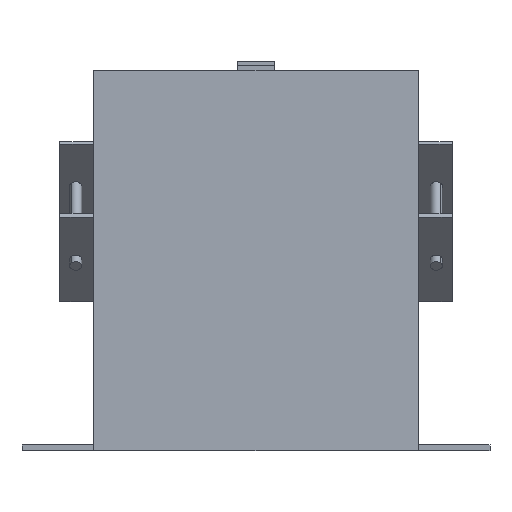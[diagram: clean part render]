
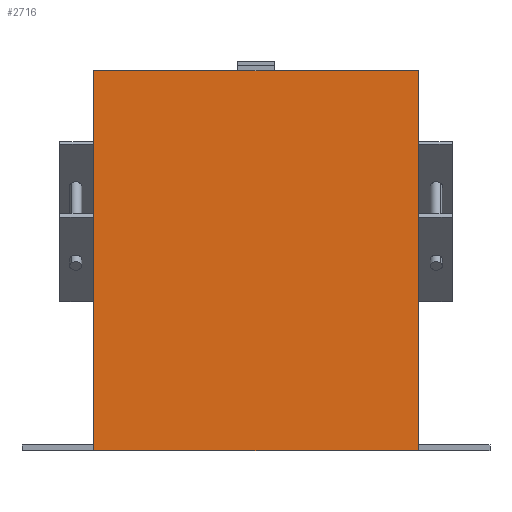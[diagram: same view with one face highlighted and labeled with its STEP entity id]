
A CAD part, front view. The second image highlights one B-rep face of the part: STEP entity #2716.
In plain terms, the highlighted planar face has unit normal (0, -1, 0).
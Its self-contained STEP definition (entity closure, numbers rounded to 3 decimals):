
#80 = VERTEX_POINT ( 'NONE', #6859 ) ;
#342 = DIRECTION ( 'NONE',  ( 0., 0., -1. ) ) ;
#441 = EDGE_CURVE ( 'NONE', #6777, #80, #6769, .T. ) ;
#716 = DIRECTION ( 'NONE',  ( -1., 0., 0. ) ) ;
#763 = EDGE_CURVE ( 'NONE', #6777, #5872, #3114, .T. ) ;
#1007 = PLANE ( 'NONE',  #4467 ) ;
#1117 = VECTOR ( 'NONE', #716, 1000. ) ;
#1530 = EDGE_CURVE ( 'NONE', #80, #2416, #3685, .T. ) ;
#1753 = VECTOR ( 'NONE', #6150, 1000. ) ;
#2416 = VERTEX_POINT ( 'NONE', #6235 ) ;
#2426 = ORIENTED_EDGE ( 'NONE', *, *, #441, .T. ) ;
#2620 = ORIENTED_EDGE ( 'NONE', *, *, #1530, .T. ) ;
#2691 = CARTESIAN_POINT ( 'NONE',  ( 81.75, -3., -95.6 ) ) ;
#2716 = ADVANCED_FACE ( 'NONE', ( #3307 ), #1007, .F. ) ;
#3060 = CARTESIAN_POINT ( 'NONE',  ( 81.75, -3., -95.6 ) ) ;
#3114 = LINE ( 'NONE', #5347, #6548 ) ;
#3307 = FACE_OUTER_BOUND ( 'NONE', #7074, .T. ) ;
#3685 = LINE ( 'NONE', #5921, #6670 ) ;
#3695 = EDGE_CURVE ( 'NONE', #5872, #2416, #5727, .T. ) ;
#3880 = CARTESIAN_POINT ( 'NONE',  ( 81.75, -3., 95.6 ) ) ;
#4200 = CARTESIAN_POINT ( 'NONE',  ( 81.75, -3., -95.6 ) ) ;
#4467 = AXIS2_PLACEMENT_3D ( 'NONE', #2691, #4922, #6090 ) ;
#4681 = ORIENTED_EDGE ( 'NONE', *, *, #763, .F. ) ;
#4922 = DIRECTION ( 'NONE',  ( 0., 1., 0. ) ) ;
#5259 = ORIENTED_EDGE ( 'NONE', *, *, #3695, .F. ) ;
#5347 = CARTESIAN_POINT ( 'NONE',  ( 81.75, -3., -95.6 ) ) ;
#5366 = CARTESIAN_POINT ( 'NONE',  ( 81.75, -3., 95.6 ) ) ;
#5443 = DIRECTION ( 'NONE',  ( 0., 0., -1. ) ) ;
#5727 = LINE ( 'NONE', #3060, #1117 ) ;
#5872 = VERTEX_POINT ( 'NONE', #4200 ) ;
#5921 = CARTESIAN_POINT ( 'NONE',  ( -81.75, -3., -95.6 ) ) ;
#6090 = DIRECTION ( 'NONE',  ( 1., 0., 0. ) ) ;
#6150 = DIRECTION ( 'NONE',  ( -1., 0., 0. ) ) ;
#6235 = CARTESIAN_POINT ( 'NONE',  ( -81.75, -3., -95.6 ) ) ;
#6548 = VECTOR ( 'NONE', #342, 1000. ) ;
#6670 = VECTOR ( 'NONE', #5443, 1000. ) ;
#6769 = LINE ( 'NONE', #3880, #1753 ) ;
#6777 = VERTEX_POINT ( 'NONE', #5366 ) ;
#6859 = CARTESIAN_POINT ( 'NONE',  ( -81.75, -3., 95.6 ) ) ;
#7074 = EDGE_LOOP ( 'NONE', ( #2620, #5259, #4681, #2426 ) ) ;
